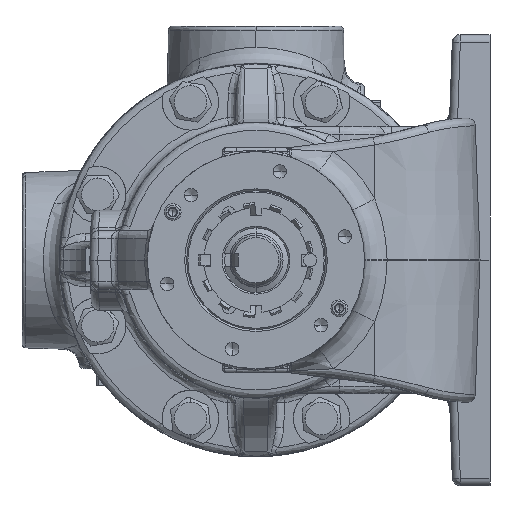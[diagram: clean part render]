
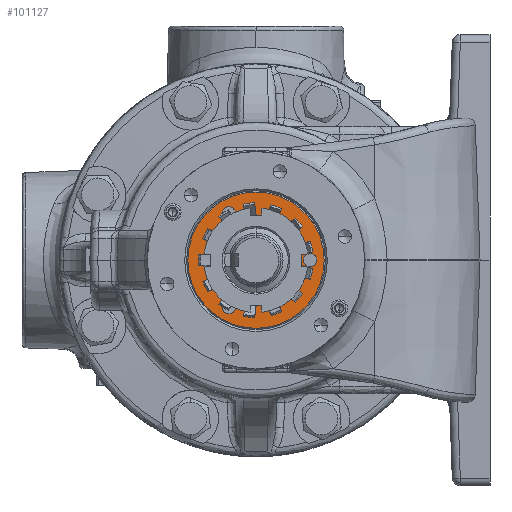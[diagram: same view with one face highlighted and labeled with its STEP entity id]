
A CAD part, left-side view. The second image highlights one B-rep face of the part: STEP entity #101127.
In plain terms, the highlighted planar face has unit normal (-1, 0, 0).
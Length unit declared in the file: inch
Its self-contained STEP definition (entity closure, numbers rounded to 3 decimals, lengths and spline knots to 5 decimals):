
#894 = DIRECTION ( 'NONE',  ( -1., 0., 0. ) ) ;
#1590 = CIRCLE ( 'NONE', #69088, 0.09875 ) ;
#4009 = CARTESIAN_POINT ( 'NONE',  ( -8.0345, 0., 0.6325 ) ) ;
#4906 = DIRECTION ( 'NONE',  ( 0., 0., 1. ) ) ;
#7771 = CARTESIAN_POINT ( 'NONE',  ( -8.0345, 0.405, -0.70148 ) ) ;
#11140 = CARTESIAN_POINT ( 'NONE',  ( -8.0345, -0.81, 0. ) ) ;
#11688 = CIRCLE ( 'NONE', #111967, 0.09875 ) ;
#12649 = VERTEX_POINT ( 'NONE', #13071 ) ;
#13071 = CARTESIAN_POINT ( 'NONE',  ( -8.0345, 0.405, -0.60273 ) ) ;
#14199 = AXIS2_PLACEMENT_3D ( 'NONE', #78456, #23360, #87502 ) ;
#15331 = VERTEX_POINT ( 'NONE', #16913 ) ;
#16913 = CARTESIAN_POINT ( 'NONE',  ( -8.0345, -0.81, 0.09875 ) ) ;
#16919 = DIRECTION ( 'NONE',  ( 0., 0., 1. ) ) ;
#17326 = CIRCLE ( 'NONE', #106478, 1.019 ) ;
#18651 = ORIENTED_EDGE ( 'NONE', *, *, #58336, .F. ) ;
#19010 = VERTEX_POINT ( 'NONE', #20699 ) ;
#19493 = ORIENTED_EDGE ( 'NONE', *, *, #61503, .F. ) ;
#19818 = FACE_BOUND ( 'NONE', #22939, .T. ) ;
#20307 = DIRECTION ( 'NONE',  ( 0., 0., 1. ) ) ;
#20699 = CARTESIAN_POINT ( 'NONE',  ( -8.0345, 0., -0.6325 ) ) ;
#22595 = CARTESIAN_POINT ( 'NONE',  ( -8.0345, -0.81, -0.09875 ) ) ;
#22939 = EDGE_LOOP ( 'NONE', ( #84697, #80582 ) ) ;
#23360 = DIRECTION ( 'NONE',  ( 1., 0., 0. ) ) ;
#23943 = ORIENTED_EDGE ( 'NONE', *, *, #44673, .F. ) ;
#24251 = CARTESIAN_POINT ( 'NONE',  ( -8.0345, 0., 0. ) ) ;
#24325 = CIRCLE ( 'NONE', #29584, 0.09875 ) ;
#25183 = DIRECTION ( 'NONE',  ( 1., 0., 0. ) ) ;
#26622 = VERTEX_POINT ( 'NONE', #22595 ) ;
#29584 = AXIS2_PLACEMENT_3D ( 'NONE', #11140, #75454, #20307 ) ;
#31718 = CIRCLE ( 'NONE', #14199, 1.019 ) ;
#32387 = EDGE_CURVE ( 'NONE', #80602, #41077, #31718, .T. ) ;
#33557 = DIRECTION ( 'NONE',  ( 0., 0., -1. ) ) ;
#35951 = CARTESIAN_POINT ( 'NONE',  ( -8.0345, 0.405, 0.70148 ) ) ;
#38690 = VERTEX_POINT ( 'NONE', #4009 ) ;
#39349 = ORIENTED_EDGE ( 'NONE', *, *, #54265, .F. ) ;
#40012 = VERTEX_POINT ( 'NONE', #99242 ) ;
#41077 = VERTEX_POINT ( 'NONE', #50546 ) ;
#41836 = CIRCLE ( 'NONE', #112736, 0.6325 ) ;
#42029 = ORIENTED_EDGE ( 'NONE', *, *, #32387, .F. ) ;
#42846 = CIRCLE ( 'NONE', #109085, 0.09875 ) ;
#42955 = CARTESIAN_POINT ( 'NONE',  ( -8.0345, 0.405, -0.80023 ) ) ;
#44673 = EDGE_CURVE ( 'NONE', #19010, #38690, #41836, .T. ) ;
#45345 = DIRECTION ( 'NONE',  ( 0., 0., 1. ) ) ;
#46137 = CIRCLE ( 'NONE', #61369, 0.6325 ) ;
#47369 = FACE_BOUND ( 'NONE', #56662, .T. ) ;
#47527 = DIRECTION ( 'NONE',  ( -1., 0., 0. ) ) ;
#49282 = EDGE_CURVE ( 'NONE', #26622, #15331, #1590, .T. ) ;
#50546 = CARTESIAN_POINT ( 'NONE',  ( -8.0345, 0., 1.019 ) ) ;
#50890 = EDGE_LOOP ( 'NONE', ( #42029, #83075 ) ) ;
#51455 = CARTESIAN_POINT ( 'NONE',  ( -8.0345, 0., 0. ) ) ;
#52615 = AXIS2_PLACEMENT_3D ( 'NONE', #114164, #59987, #4906 ) ;
#52838 = EDGE_CURVE ( 'NONE', #12649, #103523, #89252, .T. ) ;
#53578 = CARTESIAN_POINT ( 'NONE',  ( -8.0345, 0., -1.019 ) ) ;
#54015 = DIRECTION ( 'NONE',  ( -1., 0., 0. ) ) ;
#54265 = EDGE_CURVE ( 'NONE', #40012, #111531, #11688, .T. ) ;
#54931 = EDGE_CURVE ( 'NONE', #15331, #26622, #24325, .T. ) ;
#55848 = EDGE_CURVE ( 'NONE', #38690, #19010, #46137, .T. ) ;
#55900 = CARTESIAN_POINT ( 'NONE',  ( -8.0345, 0., 0. ) ) ;
#56662 = EDGE_LOOP ( 'NONE', ( #97669, #23943 ) ) ;
#58336 = EDGE_CURVE ( 'NONE', #111531, #40012, #86485, .T. ) ;
#59987 = DIRECTION ( 'NONE',  ( -1., 0., 0. ) ) ;
#60661 = DIRECTION ( 'NONE',  ( 0., 0., 1. ) ) ;
#61369 = AXIS2_PLACEMENT_3D ( 'NONE', #51455, #114840, #60661 ) ;
#61503 = EDGE_CURVE ( 'NONE', #103523, #12649, #42846, .T. ) ;
#65096 = DIRECTION ( 'NONE',  ( 0., 0., 1. ) ) ;
#67484 = ORIENTED_EDGE ( 'NONE', *, *, #52838, .F. ) ;
#68766 = FACE_OUTER_BOUND ( 'NONE', #50890, .T. ) ;
#69088 = AXIS2_PLACEMENT_3D ( 'NONE', #101924, #47527, #110929 ) ;
#72061 = DIRECTION ( 'NONE',  ( -1., 0., 0. ) ) ;
#75454 = DIRECTION ( 'NONE',  ( -1., 0., 0. ) ) ;
#77367 = EDGE_CURVE ( 'NONE', #41077, #80602, #17326, .T. ) ;
#78456 = CARTESIAN_POINT ( 'NONE',  ( -8.0345, 0., 0. ) ) ;
#78632 = CARTESIAN_POINT ( 'NONE',  ( -8.0345, 1.019, 0. ) ) ;
#80582 = ORIENTED_EDGE ( 'NONE', *, *, #49282, .F. ) ;
#80602 = VERTEX_POINT ( 'NONE', #53578 ) ;
#83075 = ORIENTED_EDGE ( 'NONE', *, *, #77367, .F. ) ;
#84404 = EDGE_LOOP ( 'NONE', ( #39349, #18651 ) ) ;
#84582 = AXIS2_PLACEMENT_3D ( 'NONE', #35951, #99792, #45345 ) ;
#84697 = ORIENTED_EDGE ( 'NONE', *, *, #54931, .F. ) ;
#86485 = CIRCLE ( 'NONE', #84582, 0.09875 ) ;
#86971 = AXIS2_PLACEMENT_3D ( 'NONE', #78632, #25183, #89294 ) ;
#87290 = PLANE ( 'NONE',  #86971 ) ;
#87502 = DIRECTION ( 'NONE',  ( 0., 0., -1. ) ) ;
#88392 = DIRECTION ( 'NONE',  ( 1., 0., 0. ) ) ;
#89252 = CIRCLE ( 'NONE', #52615, 0.09875 ) ;
#89294 = DIRECTION ( 'NONE',  ( 0., 0., -1. ) ) ;
#90069 = FACE_BOUND ( 'NONE', #104788, .T. ) ;
#92037 = CARTESIAN_POINT ( 'NONE',  ( -8.0345, 0.405, 0.60273 ) ) ;
#97669 = ORIENTED_EDGE ( 'NONE', *, *, #55848, .F. ) ;
#99242 = CARTESIAN_POINT ( 'NONE',  ( -8.0345, 0.405, 0.80023 ) ) ;
#99792 = DIRECTION ( 'NONE',  ( -1., 0., 0. ) ) ;
#101127 = ADVANCED_FACE ( 'NONE', ( #68766, #47369, #19818, #113955, #90069 ), #87290, .F. ) ;
#101924 = CARTESIAN_POINT ( 'NONE',  ( -8.0345, -0.81, 0. ) ) ;
#103523 = VERTEX_POINT ( 'NONE', #42955 ) ;
#104788 = EDGE_LOOP ( 'NONE', ( #67484, #19493 ) ) ;
#106478 = AXIS2_PLACEMENT_3D ( 'NONE', #24251, #88392, #33557 ) ;
#108299 = CARTESIAN_POINT ( 'NONE',  ( -8.0345, 0.405, 0.70148 ) ) ;
#109085 = AXIS2_PLACEMENT_3D ( 'NONE', #7771, #72061, #16919 ) ;
#110929 = DIRECTION ( 'NONE',  ( 0., 0., 1. ) ) ;
#111531 = VERTEX_POINT ( 'NONE', #92037 ) ;
#111967 = AXIS2_PLACEMENT_3D ( 'NONE', #108299, #54015, #117335 ) ;
#112736 = AXIS2_PLACEMENT_3D ( 'NONE', #55900, #894, #65096 ) ;
#113955 = FACE_BOUND ( 'NONE', #84404, .T. ) ;
#114164 = CARTESIAN_POINT ( 'NONE',  ( -8.0345, 0.405, -0.70148 ) ) ;
#114840 = DIRECTION ( 'NONE',  ( -1., 0., 0. ) ) ;
#117335 = DIRECTION ( 'NONE',  ( 0., 0., 1. ) ) ;
